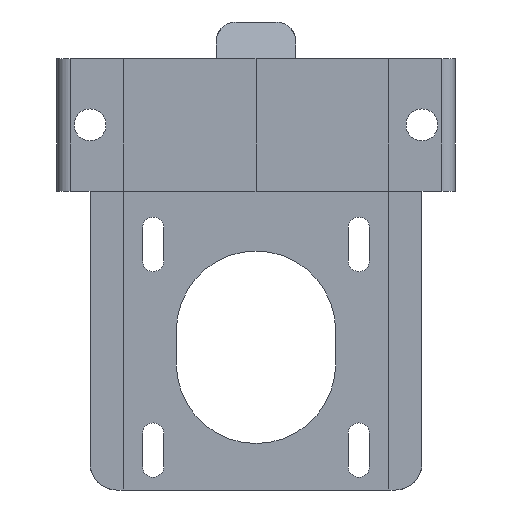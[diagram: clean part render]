
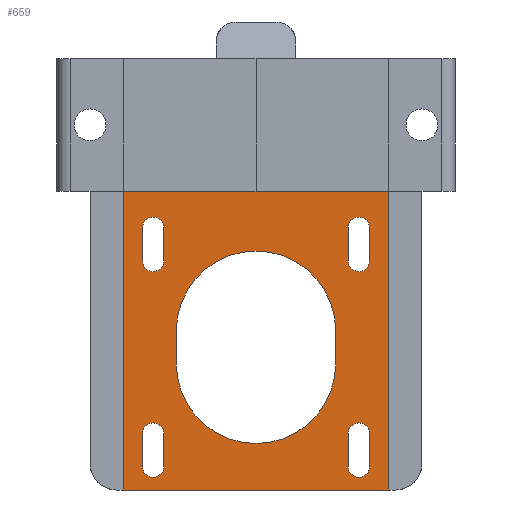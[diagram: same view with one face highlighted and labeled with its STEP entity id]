
A CAD part, front view. The second image highlights one B-rep face of the part: STEP entity #659.
In plain terms, the highlighted planar face has unit normal (0, -1, 0).
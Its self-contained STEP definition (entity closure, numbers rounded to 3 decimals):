
#205 = VERTEX_POINT('',#206);
#206 = CARTESIAN_POINT('',(-20.,55.,0.));
#261 = VERTEX_POINT('',#262);
#262 = CARTESIAN_POINT('',(0.,55.,0.));
#268 = EDGE_CURVE('',#205,#261,#269,.T.);
#269 = LINE('',#270,#271);
#270 = CARTESIAN_POINT('',(-20.,55.,0.));
#271 = VECTOR('',#272,1.);
#272 = DIRECTION('',(1.,0.,0.));
#634 = VERTEX_POINT('',#635);
#635 = CARTESIAN_POINT('',(20.,55.,0.));
#649 = EDGE_CURVE('',#634,#261,#650,.T.);
#650 = LINE('',#651,#652);
#651 = CARTESIAN_POINT('',(20.,55.,0.));
#652 = VECTOR('',#653,1.);
#653 = DIRECTION('',(-1.,-0.,-0.));
#659 = ADVANCED_FACE('',(#660,#686,#722,#758,#794,#830),#866,.T.);
#660 = FACE_BOUND('',#661,.T.);
#661 = EDGE_LOOP('',(#662,#670,#678,#684,#685));
#662 = ORIENTED_EDGE('',*,*,#663,.T.);
#663 = EDGE_CURVE('',#205,#664,#666,.T.);
#664 = VERTEX_POINT('',#665);
#665 = CARTESIAN_POINT('',(-20.,55.,-45.));
#666 = LINE('',#667,#668);
#667 = CARTESIAN_POINT('',(-20.,55.,0.));
#668 = VECTOR('',#669,1.);
#669 = DIRECTION('',(0.,0.,-1.));
#670 = ORIENTED_EDGE('',*,*,#671,.T.);
#671 = EDGE_CURVE('',#664,#672,#674,.T.);
#672 = VERTEX_POINT('',#673);
#673 = CARTESIAN_POINT('',(20.,55.,-45.));
#674 = LINE('',#675,#676);
#675 = CARTESIAN_POINT('',(-20.,55.,-45.));
#676 = VECTOR('',#677,1.);
#677 = DIRECTION('',(1.,0.,0.));
#678 = ORIENTED_EDGE('',*,*,#679,.F.);
#679 = EDGE_CURVE('',#634,#672,#680,.T.);
#680 = LINE('',#681,#682);
#681 = CARTESIAN_POINT('',(20.,55.,0.));
#682 = VECTOR('',#683,1.);
#683 = DIRECTION('',(0.,0.,-1.));
#684 = ORIENTED_EDGE('',*,*,#649,.T.);
#685 = ORIENTED_EDGE('',*,*,#268,.F.);
#686 = FACE_BOUND('',#687,.T.);
#687 = EDGE_LOOP('',(#688,#699,#707,#716));
#688 = ORIENTED_EDGE('',*,*,#689,.F.);
#689 = EDGE_CURVE('',#690,#692,#694,.T.);
#690 = VERTEX_POINT('',#691);
#691 = CARTESIAN_POINT('',(-13.9,55.,-36.5));
#692 = VERTEX_POINT('',#693);
#693 = CARTESIAN_POINT('',(-17.1,55.,-36.5));
#694 = CIRCLE('',#695,1.6);
#695 = AXIS2_PLACEMENT_3D('',#696,#697,#698);
#696 = CARTESIAN_POINT('',(-15.5,55.,-36.5));
#697 = DIRECTION('',(0.,-1.,0.));
#698 = DIRECTION('',(1.,0.,0.));
#699 = ORIENTED_EDGE('',*,*,#700,.F.);
#700 = EDGE_CURVE('',#701,#690,#703,.T.);
#701 = VERTEX_POINT('',#702);
#702 = CARTESIAN_POINT('',(-13.9,55.,-41.5));
#703 = LINE('',#704,#705);
#704 = CARTESIAN_POINT('',(-13.9,55.,-41.5));
#705 = VECTOR('',#706,1.);
#706 = DIRECTION('',(0.,0.,1.));
#707 = ORIENTED_EDGE('',*,*,#708,.F.);
#708 = EDGE_CURVE('',#709,#701,#711,.T.);
#709 = VERTEX_POINT('',#710);
#710 = CARTESIAN_POINT('',(-17.1,55.,-41.5));
#711 = CIRCLE('',#712,1.6);
#712 = AXIS2_PLACEMENT_3D('',#713,#714,#715);
#713 = CARTESIAN_POINT('',(-15.5,55.,-41.5));
#714 = DIRECTION('',(0.,-1.,0.));
#715 = DIRECTION('',(1.,0.,0.));
#716 = ORIENTED_EDGE('',*,*,#717,.F.);
#717 = EDGE_CURVE('',#692,#709,#718,.T.);
#718 = LINE('',#719,#720);
#719 = CARTESIAN_POINT('',(-17.1,55.,-36.5));
#720 = VECTOR('',#721,1.);
#721 = DIRECTION('',(0.,0.,-1.));
#722 = FACE_BOUND('',#723,.T.);
#723 = EDGE_LOOP('',(#724,#735,#743,#752));
#724 = ORIENTED_EDGE('',*,*,#725,.F.);
#725 = EDGE_CURVE('',#726,#728,#730,.T.);
#726 = VERTEX_POINT('',#727);
#727 = CARTESIAN_POINT('',(17.1,55.,-36.5));
#728 = VERTEX_POINT('',#729);
#729 = CARTESIAN_POINT('',(13.9,55.,-36.5));
#730 = CIRCLE('',#731,1.6);
#731 = AXIS2_PLACEMENT_3D('',#732,#733,#734);
#732 = CARTESIAN_POINT('',(15.5,55.,-36.5));
#733 = DIRECTION('',(0.,-1.,0.));
#734 = DIRECTION('',(1.,0.,0.));
#735 = ORIENTED_EDGE('',*,*,#736,.F.);
#736 = EDGE_CURVE('',#737,#726,#739,.T.);
#737 = VERTEX_POINT('',#738);
#738 = CARTESIAN_POINT('',(17.1,55.,-41.5));
#739 = LINE('',#740,#741);
#740 = CARTESIAN_POINT('',(17.1,55.,-41.5));
#741 = VECTOR('',#742,1.);
#742 = DIRECTION('',(0.,0.,1.));
#743 = ORIENTED_EDGE('',*,*,#744,.F.);
#744 = EDGE_CURVE('',#745,#737,#747,.T.);
#745 = VERTEX_POINT('',#746);
#746 = CARTESIAN_POINT('',(13.9,55.,-41.5));
#747 = CIRCLE('',#748,1.6);
#748 = AXIS2_PLACEMENT_3D('',#749,#750,#751);
#749 = CARTESIAN_POINT('',(15.5,55.,-41.5));
#750 = DIRECTION('',(0.,-1.,0.));
#751 = DIRECTION('',(1.,0.,0.));
#752 = ORIENTED_EDGE('',*,*,#753,.F.);
#753 = EDGE_CURVE('',#728,#745,#754,.T.);
#754 = LINE('',#755,#756);
#755 = CARTESIAN_POINT('',(13.9,55.,-36.5));
#756 = VECTOR('',#757,1.);
#757 = DIRECTION('',(0.,0.,-1.));
#758 = FACE_BOUND('',#759,.T.);
#759 = EDGE_LOOP('',(#760,#771,#779,#788));
#760 = ORIENTED_EDGE('',*,*,#761,.F.);
#761 = EDGE_CURVE('',#762,#764,#766,.T.);
#762 = VERTEX_POINT('',#763);
#763 = CARTESIAN_POINT('',(-13.9,55.,-5.5));
#764 = VERTEX_POINT('',#765);
#765 = CARTESIAN_POINT('',(-17.1,55.,-5.5));
#766 = CIRCLE('',#767,1.6);
#767 = AXIS2_PLACEMENT_3D('',#768,#769,#770);
#768 = CARTESIAN_POINT('',(-15.5,55.,-5.5));
#769 = DIRECTION('',(0.,-1.,0.));
#770 = DIRECTION('',(1.,0.,0.));
#771 = ORIENTED_EDGE('',*,*,#772,.F.);
#772 = EDGE_CURVE('',#773,#762,#775,.T.);
#773 = VERTEX_POINT('',#774);
#774 = CARTESIAN_POINT('',(-13.9,55.,-10.5));
#775 = LINE('',#776,#777);
#776 = CARTESIAN_POINT('',(-13.9,55.,-10.5));
#777 = VECTOR('',#778,1.);
#778 = DIRECTION('',(0.,0.,1.));
#779 = ORIENTED_EDGE('',*,*,#780,.F.);
#780 = EDGE_CURVE('',#781,#773,#783,.T.);
#781 = VERTEX_POINT('',#782);
#782 = CARTESIAN_POINT('',(-17.1,55.,-10.5));
#783 = CIRCLE('',#784,1.6);
#784 = AXIS2_PLACEMENT_3D('',#785,#786,#787);
#785 = CARTESIAN_POINT('',(-15.5,55.,-10.5));
#786 = DIRECTION('',(0.,-1.,0.));
#787 = DIRECTION('',(1.,0.,0.));
#788 = ORIENTED_EDGE('',*,*,#789,.F.);
#789 = EDGE_CURVE('',#764,#781,#790,.T.);
#790 = LINE('',#791,#792);
#791 = CARTESIAN_POINT('',(-17.1,55.,-5.5));
#792 = VECTOR('',#793,1.);
#793 = DIRECTION('',(0.,0.,-1.));
#794 = FACE_BOUND('',#795,.T.);
#795 = EDGE_LOOP('',(#796,#807,#815,#824));
#796 = ORIENTED_EDGE('',*,*,#797,.F.);
#797 = EDGE_CURVE('',#798,#800,#802,.T.);
#798 = VERTEX_POINT('',#799);
#799 = CARTESIAN_POINT('',(12.,55.,-21.));
#800 = VERTEX_POINT('',#801);
#801 = CARTESIAN_POINT('',(-12.,55.,-21.));
#802 = CIRCLE('',#803,12.);
#803 = AXIS2_PLACEMENT_3D('',#804,#805,#806);
#804 = CARTESIAN_POINT('',(0.,55.,-21.));
#805 = DIRECTION('',(0.,-1.,0.));
#806 = DIRECTION('',(1.,0.,0.));
#807 = ORIENTED_EDGE('',*,*,#808,.F.);
#808 = EDGE_CURVE('',#809,#798,#811,.T.);
#809 = VERTEX_POINT('',#810);
#810 = CARTESIAN_POINT('',(12.,55.,-26.));
#811 = LINE('',#812,#813);
#812 = CARTESIAN_POINT('',(12.,55.,-26.));
#813 = VECTOR('',#814,1.);
#814 = DIRECTION('',(0.,0.,1.));
#815 = ORIENTED_EDGE('',*,*,#816,.F.);
#816 = EDGE_CURVE('',#817,#809,#819,.T.);
#817 = VERTEX_POINT('',#818);
#818 = CARTESIAN_POINT('',(-12.,55.,-26.));
#819 = CIRCLE('',#820,12.);
#820 = AXIS2_PLACEMENT_3D('',#821,#822,#823);
#821 = CARTESIAN_POINT('',(0.,55.,-26.));
#822 = DIRECTION('',(0.,-1.,0.));
#823 = DIRECTION('',(1.,0.,0.));
#824 = ORIENTED_EDGE('',*,*,#825,.F.);
#825 = EDGE_CURVE('',#800,#817,#826,.T.);
#826 = LINE('',#827,#828);
#827 = CARTESIAN_POINT('',(-12.,55.,-21.));
#828 = VECTOR('',#829,1.);
#829 = DIRECTION('',(0.,0.,-1.));
#830 = FACE_BOUND('',#831,.T.);
#831 = EDGE_LOOP('',(#832,#843,#851,#860));
#832 = ORIENTED_EDGE('',*,*,#833,.F.);
#833 = EDGE_CURVE('',#834,#836,#838,.T.);
#834 = VERTEX_POINT('',#835);
#835 = CARTESIAN_POINT('',(17.1,55.,-5.5));
#836 = VERTEX_POINT('',#837);
#837 = CARTESIAN_POINT('',(13.9,55.,-5.5));
#838 = CIRCLE('',#839,1.6);
#839 = AXIS2_PLACEMENT_3D('',#840,#841,#842);
#840 = CARTESIAN_POINT('',(15.5,55.,-5.5));
#841 = DIRECTION('',(0.,-1.,0.));
#842 = DIRECTION('',(1.,0.,0.));
#843 = ORIENTED_EDGE('',*,*,#844,.F.);
#844 = EDGE_CURVE('',#845,#834,#847,.T.);
#845 = VERTEX_POINT('',#846);
#846 = CARTESIAN_POINT('',(17.1,55.,-10.5));
#847 = LINE('',#848,#849);
#848 = CARTESIAN_POINT('',(17.1,55.,-10.5));
#849 = VECTOR('',#850,1.);
#850 = DIRECTION('',(0.,0.,1.));
#851 = ORIENTED_EDGE('',*,*,#852,.F.);
#852 = EDGE_CURVE('',#853,#845,#855,.T.);
#853 = VERTEX_POINT('',#854);
#854 = CARTESIAN_POINT('',(13.9,55.,-10.5));
#855 = CIRCLE('',#856,1.6);
#856 = AXIS2_PLACEMENT_3D('',#857,#858,#859);
#857 = CARTESIAN_POINT('',(15.5,55.,-10.5));
#858 = DIRECTION('',(0.,-1.,0.));
#859 = DIRECTION('',(1.,0.,0.));
#860 = ORIENTED_EDGE('',*,*,#861,.F.);
#861 = EDGE_CURVE('',#836,#853,#862,.T.);
#862 = LINE('',#863,#864);
#863 = CARTESIAN_POINT('',(13.9,55.,-5.5));
#864 = VECTOR('',#865,1.);
#865 = DIRECTION('',(0.,0.,-1.));
#866 = PLANE('',#867);
#867 = AXIS2_PLACEMENT_3D('',#868,#869,#870);
#868 = CARTESIAN_POINT('',(-20.,55.,0.));
#869 = DIRECTION('',(0.,-1.,0.));
#870 = DIRECTION('',(1.,0.,0.));
